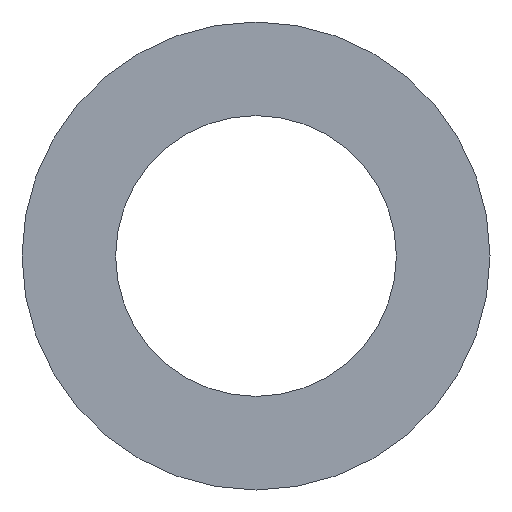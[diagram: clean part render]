
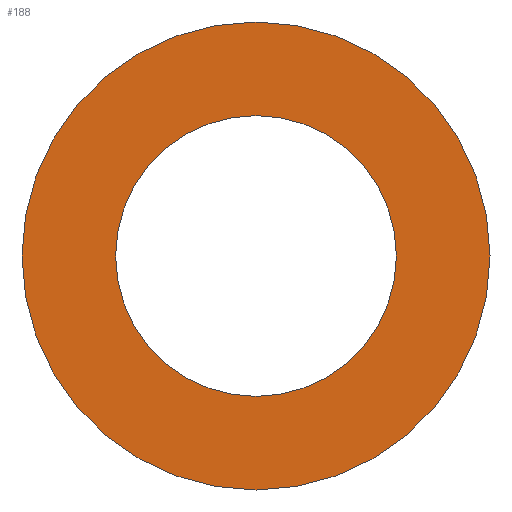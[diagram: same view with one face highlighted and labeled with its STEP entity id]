
A CAD part, front view. The second image highlights one B-rep face of the part: STEP entity #188.
In plain terms, the highlighted planar face has unit normal (0, -1, 0).
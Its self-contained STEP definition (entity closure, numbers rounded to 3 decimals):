
#2 = PLANE ( 'NONE',  #28 ) ;
#24 = EDGE_CURVE ( 'NONE', #25, #233, #45, .T. ) ;
#25 = VERTEX_POINT ( 'NONE', #218 ) ;
#28 = AXIS2_PLACEMENT_3D ( 'NONE', #94, #249, #187 ) ;
#29 = FACE_BOUND ( 'NONE', #80, .T. ) ;
#40 = AXIS2_PLACEMENT_3D ( 'NONE', #147, #72, #91 ) ;
#45 = CIRCLE ( 'NONE', #186, 15. ) ;
#51 = DIRECTION ( 'NONE',  ( 0., 0., 1. ) ) ;
#57 = DIRECTION ( 'NONE',  ( 0., 0., -1. ) ) ;
#72 = DIRECTION ( 'NONE',  ( 0., 1., 0. ) ) ;
#77 = CARTESIAN_POINT ( 'NONE',  ( 0., 0., -15. ) ) ;
#80 = EDGE_LOOP ( 'NONE', ( #122, #208 ) ) ;
#83 = EDGE_LOOP ( 'NONE', ( #156, #100 ) ) ;
#91 = DIRECTION ( 'NONE',  ( 0., 0., 1. ) ) ;
#94 = CARTESIAN_POINT ( 'NONE',  ( 0., 0., 0. ) ) ;
#100 = ORIENTED_EDGE ( 'NONE', *, *, #24, .F. ) ;
#101 = AXIS2_PLACEMENT_3D ( 'NONE', #202, #117, #230 ) ;
#117 = DIRECTION ( 'NONE',  ( 0., -1., 0. ) ) ;
#121 = VERTEX_POINT ( 'NONE', #167 ) ;
#122 = ORIENTED_EDGE ( 'NONE', *, *, #205, .F. ) ;
#133 = CIRCLE ( 'NONE', #101, 9. ) ;
#146 = EDGE_CURVE ( 'NONE', #233, #25, #236, .T. ) ;
#147 = CARTESIAN_POINT ( 'NONE',  ( 0., 0., 0. ) ) ;
#154 = DIRECTION ( 'NONE',  ( 0., -1., 0. ) ) ;
#156 = ORIENTED_EDGE ( 'NONE', *, *, #146, .F. ) ;
#167 = CARTESIAN_POINT ( 'NONE',  ( 0., 0., 9. ) ) ;
#171 = CIRCLE ( 'NONE', #246, 9. ) ;
#181 = DIRECTION ( 'NONE',  ( 0., 1., 0. ) ) ;
#183 = FACE_OUTER_BOUND ( 'NONE', #83, .T. ) ;
#185 = CARTESIAN_POINT ( 'NONE',  ( 0., 0., -9. ) ) ;
#186 = AXIS2_PLACEMENT_3D ( 'NONE', #222, #181, #51 ) ;
#187 = DIRECTION ( 'NONE',  ( 0., 0., 1. ) ) ;
#188 = ADVANCED_FACE ( 'NONE', ( #29, #183 ), #2, .F. ) ;
#193 = VERTEX_POINT ( 'NONE', #185 ) ;
#202 = CARTESIAN_POINT ( 'NONE',  ( 0., 0., 0. ) ) ;
#205 = EDGE_CURVE ( 'NONE', #193, #121, #171, .T. ) ;
#208 = ORIENTED_EDGE ( 'NONE', *, *, #247, .F. ) ;
#218 = CARTESIAN_POINT ( 'NONE',  ( 0., 0., 15. ) ) ;
#222 = CARTESIAN_POINT ( 'NONE',  ( 0., 0., 0. ) ) ;
#229 = CARTESIAN_POINT ( 'NONE',  ( 0., 0., 0. ) ) ;
#230 = DIRECTION ( 'NONE',  ( 0., 0., -1. ) ) ;
#233 = VERTEX_POINT ( 'NONE', #77 ) ;
#236 = CIRCLE ( 'NONE', #40, 15. ) ;
#246 = AXIS2_PLACEMENT_3D ( 'NONE', #229, #154, #57 ) ;
#247 = EDGE_CURVE ( 'NONE', #121, #193, #133, .T. ) ;
#249 = DIRECTION ( 'NONE',  ( 0., 1., 0. ) ) ;
